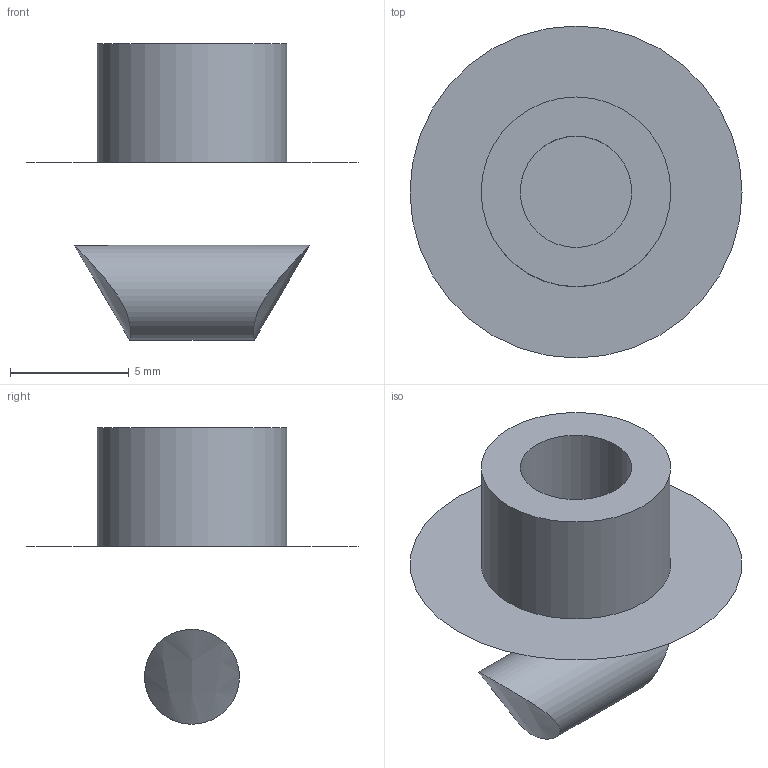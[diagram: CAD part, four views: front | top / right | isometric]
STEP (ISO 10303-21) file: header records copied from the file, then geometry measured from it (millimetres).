
FILE_DESCRIPTION(('STEP AP242'), '1');
FILE_NAME('êîíóñ', '2025-01-30T17:47:16', ('W10'), (''), 'C3D Converter', 'C3D Toolkit', '');
FILE_SCHEMA(('AP242_MANAGED_MODEL_BASED_3D_ENGINEERING_MIM_LF { 1 0 10303 442 1 1 4 }'));
Length unit declared in the file: millimetre
Bounding box: 14 x 14 x 12.5 mm (x, y, z)
Volume: 134.5 mm3; surface area: 457 mm2
Topology: 1 solids, 2 shells, 9 faces, 11 edges, 8 vertices
Faces by surface type: plane 3, cylinder 3, cone 3
Full cylindrical faces by diameter (mm): 4 x1, 4.7 x1, 8 x1
Entity records: 467 total; most frequent: CARTESIAN_POINT 278, DIRECTION 26, ORIENTED_EDGE 16, EDGE_LOOP 14, AXIS2_PLACEMENT_3D 13, FACE_BOUND 8, EDGE_CURVE 8, VERTEX_POINT 8
